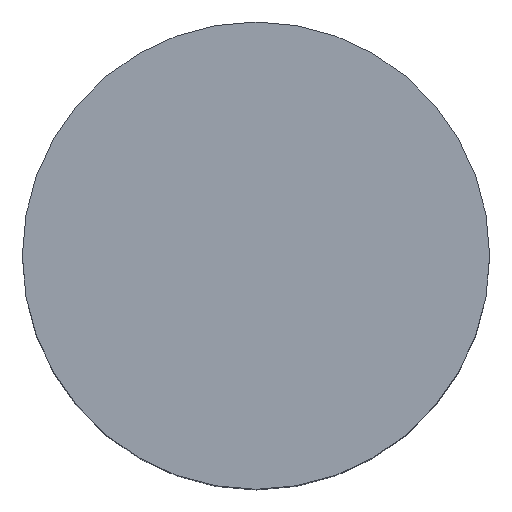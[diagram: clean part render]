
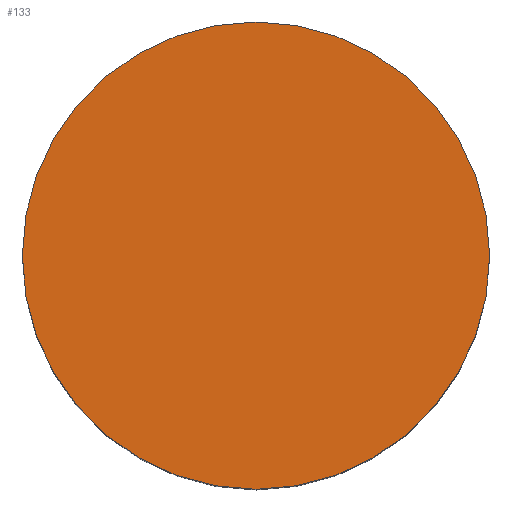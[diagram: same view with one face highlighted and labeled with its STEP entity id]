
A CAD part, top view. The second image highlights one B-rep face of the part: STEP entity #133.
In plain terms, the highlighted planar face has unit normal (0, 0, 1).
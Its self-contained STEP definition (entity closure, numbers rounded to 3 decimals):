
#54=AXIS2_PLACEMENT_3D('Circle Axis2P3D',#52,#53,$) ;
#114=AXIS2_PLACEMENT_3D('Circle Axis2P3D',#112,#113,$) ;
#127=AXIS2_PLACEMENT_3D('Plane Axis2P3D',#124,#125,#126) ;
#49=CARTESIAN_POINT('Vertex',(1.2,2.4,16.5)) ;
#52=CARTESIAN_POINT('Axis2P3D Location',(1.2,1.2,16.5)) ;
#56=CARTESIAN_POINT('Vertex',(1.2,0.,16.5)) ;
#112=CARTESIAN_POINT('Axis2P3D Location',(1.2,1.2,16.5)) ;
#124=CARTESIAN_POINT('Axis2P3D Location',(2.4,1.2,16.5)) ;
#53=DIRECTION('Axis2P3D Direction',(-0.,0.,1.)) ;
#113=DIRECTION('Axis2P3D Direction',(-0.,0.,1.)) ;
#125=DIRECTION('Axis2P3D Direction',(-0.,0.,1.)) ;
#126=DIRECTION('Axis2P3D XDirection',(0.,-1.,0.)) ;
#130=ORIENTED_EDGE('',*,*,#58,.T.) ;
#131=ORIENTED_EDGE('',*,*,#116,.T.) ;
#133=ADVANCED_FACE('NONE',(#132),#128,.T.) ;
#55=CIRCLE('generated circle',#54,1.2) ;
#115=CIRCLE('generated circle',#114,1.2) ;
#58=EDGE_CURVE('',#57,#50,#55,.T.) ;
#116=EDGE_CURVE('',#50,#57,#115,.T.) ;
#129=EDGE_LOOP('',(#130,#131)) ;
#132=FACE_OUTER_BOUND('',#129,.T.) ;
#128=PLANE('',#127) ;
#50=VERTEX_POINT('',#49) ;
#57=VERTEX_POINT('',#56) ;
